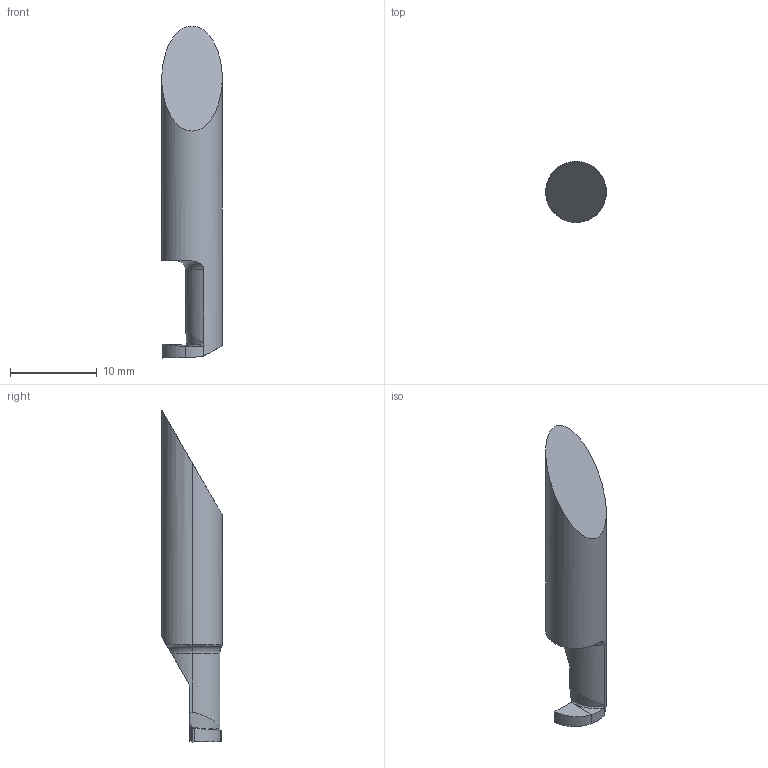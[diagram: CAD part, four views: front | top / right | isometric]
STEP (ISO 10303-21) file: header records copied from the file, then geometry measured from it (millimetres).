
FILE_DESCRIPTION(/* description */ (''),/* implementation_level */ '2;1');
FILE_NAME(/* name */ '1576726256540.stp',/* time_stamp */ '2019-12-19T09:01:09+06:00',/* author */ (''),/* organization */ ('SMS'),/* preprocessor_version */ 'ST-DEVELOPER v16.7',/* originating_system */ 'SIEMENS PLM Software NX 12.0',/* authorisation */ '');
FILE_SCHEMA (('AUTOMOTIVE_DESIGN { 1 0 10303 214 3 1 1 1 }'));
Length unit declared in the file: millimetre
Products named in the file (1): 202209050mod000_00
Bounding box: 7 x 7 x 38.31 mm (x, y, z)
Volume: 963.4 mm3; surface area: 748.8 mm2
Topology: 2 solids, 2 shells, 29 faces, 73 edges, 51 vertices
Faces by surface type: plane 13, cylinder 10, bspline 4, torus 2
Entity records: 1079 total; most frequent: CARTESIAN_POINT 396, ORIENTED_EDGE 144, DIRECTION 108, EDGE_CURVE 72, VERTEX_POINT 47, AXIS2_PLACEMENT_3D 40, ADVANCED_FACE 29, FACE_OUTER_BOUND 29
